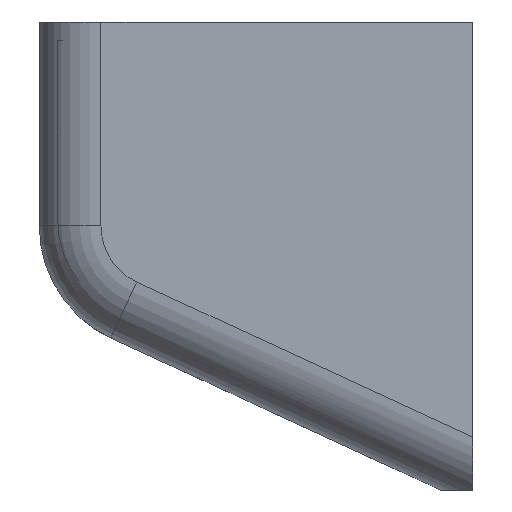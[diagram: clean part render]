
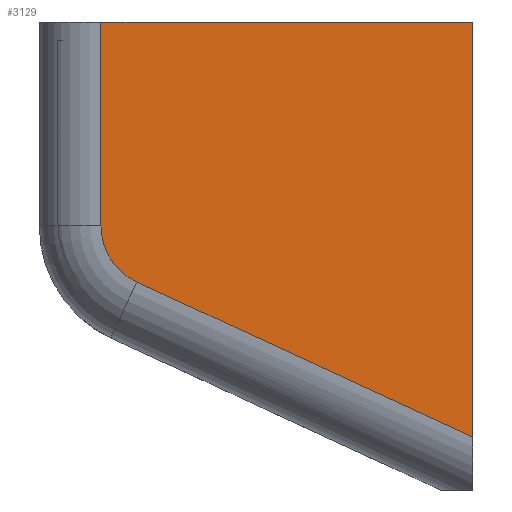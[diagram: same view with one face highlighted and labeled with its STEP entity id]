
A CAD part, left-side view. The second image highlights one B-rep face of the part: STEP entity #3129.
In plain terms, the highlighted planar face has unit normal (-1, 0, 0).
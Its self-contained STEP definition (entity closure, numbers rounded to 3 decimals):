
#118 = VERTEX_POINT ( 'NONE', #3839 ) ;
#137 = CARTESIAN_POINT ( 'NONE',  ( -24.939, 45., -12.203 ) ) ;
#194 = CIRCLE ( 'NONE', #576, 10. ) ;
#257 = DIRECTION ( 'NONE',  ( -1., 0., 0. ) ) ;
#293 = CARTESIAN_POINT ( 'NONE',  ( -24.939, 55., 20.847 ) ) ;
#306 = LINE ( 'NONE', #3316, #1030 ) ;
#549 = EDGE_CURVE ( 'NONE', #3432, #2341, #306, .T. ) ;
#553 = CARTESIAN_POINT ( 'NONE',  ( -24.939, -5.258, -55. ) ) ;
#576 = AXIS2_PLACEMENT_3D ( 'NONE', #137, #1344, #2584 ) ;
#584 = VECTOR ( 'NONE', #1005, 1000. ) ;
#755 = AXIS2_PLACEMENT_3D ( 'NONE', #553, #257, #1466 ) ;
#851 = FACE_OUTER_BOUND ( 'NONE', #3267, .T. ) ;
#1005 = DIRECTION ( 'NONE',  ( 0., -0.908, -0.419 ) ) ;
#1030 = VECTOR ( 'NONE', #2657, 1000. ) ;
#1159 = CARTESIAN_POINT ( 'NONE',  ( -24.939, -5.258, 20.847 ) ) ;
#1252 = ORIENTED_EDGE ( 'NONE', *, *, #3888, .T. ) ;
#1344 = DIRECTION ( 'NONE',  ( -1., 0., 0. ) ) ;
#1466 = DIRECTION ( 'NONE',  ( 0., 0., 1. ) ) ;
#1528 = DIRECTION ( 'NONE',  ( 0., 0., 1. ) ) ;
#1531 = EDGE_CURVE ( 'NONE', #2341, #3765, #3649, .T. ) ;
#1537 = ORIENTED_EDGE ( 'NONE', *, *, #549, .T. ) ;
#1568 = CARTESIAN_POINT ( 'NONE',  ( -24.939, -5.258, -55. ) ) ;
#1593 = EDGE_CURVE ( 'NONE', #118, #3536, #1605, .T. ) ;
#1605 = LINE ( 'NONE', #3725, #584 ) ;
#1662 = EDGE_CURVE ( 'NONE', #3765, #118, #194, .T. ) ;
#1776 = VECTOR ( 'NONE', #1528, 1000. ) ;
#2121 = CARTESIAN_POINT ( 'NONE',  ( -24.939, 55., -55. ) ) ;
#2341 = VERTEX_POINT ( 'NONE', #293 ) ;
#2386 = ORIENTED_EDGE ( 'NONE', *, *, #1662, .T. ) ;
#2499 = DIRECTION ( 'NONE',  ( 0., 0., -1. ) ) ;
#2584 = DIRECTION ( 'NONE',  ( 0., 0., 1. ) ) ;
#2624 = ORIENTED_EDGE ( 'NONE', *, *, #1531, .T. ) ;
#2640 = PLANE ( 'NONE',  #755 ) ;
#2657 = DIRECTION ( 'NONE',  ( 0., 1., 0. ) ) ;
#2668 = CARTESIAN_POINT ( 'NONE',  ( -24.939, 55., -12.203 ) ) ;
#3050 = LINE ( 'NONE', #1568, #1776 ) ;
#3129 = ADVANCED_FACE ( 'NONE', ( #851 ), #2640, .T. ) ;
#3169 = VECTOR ( 'NONE', #2499, 1000. ) ;
#3267 = EDGE_LOOP ( 'NONE', ( #1537, #2624, #2386, #3307, #1252 ) ) ;
#3307 = ORIENTED_EDGE ( 'NONE', *, *, #1593, .T. ) ;
#3316 = CARTESIAN_POINT ( 'NONE',  ( -24.939, -5.258, 20.847 ) ) ;
#3432 = VERTEX_POINT ( 'NONE', #1159 ) ;
#3536 = VERTEX_POINT ( 'NONE', #3729 ) ;
#3649 = LINE ( 'NONE', #2121, #3169 ) ;
#3725 = CARTESIAN_POINT ( 'NONE',  ( -24.939, -8.525, -47.921 ) ) ;
#3729 = CARTESIAN_POINT ( 'NONE',  ( -24.939, -5.258, -46.413 ) ) ;
#3765 = VERTEX_POINT ( 'NONE', #2668 ) ;
#3839 = CARTESIAN_POINT ( 'NONE',  ( -24.939, 49.191, -21.283 ) ) ;
#3888 = EDGE_CURVE ( 'NONE', #3536, #3432, #3050, .T. ) ;
